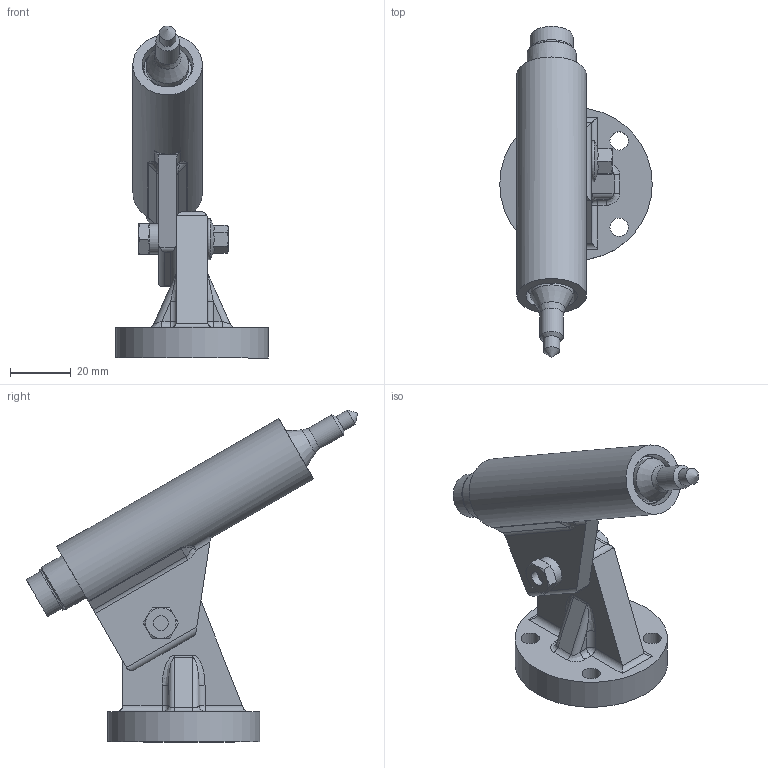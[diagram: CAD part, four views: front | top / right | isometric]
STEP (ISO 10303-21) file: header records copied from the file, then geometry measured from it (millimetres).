
FILE_DESCRIPTION(/* description */ (''),/* implementation_level */ '2;1');
FILE_NAME(/* name */ 'TOOL.stp',/* time_stamp */ '2024-03-22T18:53:09-05:00',/* author */ ('juanp'),/* organization */ (''),/* preprocessor_version */ 'ST-DEVELOPER v19',/* originating_system */ 'Autodesk Inventor 2023',/* authorisation */ '');
FILE_SCHEMA (('AUTOMOTIVE_DESIGN { 1 0 10303 214 3 1 1 }'));
Length unit declared in the file: millimetre
Products named in the file (6): TOOL; HERRAMIENTA; PORTA; MARCADOR; ANSI B18.2.3.4M - M6 x 1x20; AS 1285 - M6
Assembly tree (5 placements, depth 2):
  TOOL
    HERRAMIENTA
    PORTA
    MARCADOR
    ANSI B18.2.3.4M - M6 x 1x20
    AS 1285 - M6
Bounding box: 50 x 108.78 x 108.92 mm (x, y, z)
Volume: 75068 mm3; surface area: 28913.6 mm2
Topology: 5 solids, 5 shells, 145 faces, 322 edges, 189 vertices
Faces by surface type: cylinder 53, plane 42, cone 30, bspline 12, sphere 6, torus 2
Full cylindrical faces by diameter (mm): 4.917 x1, 5.363 x1, 6 x7, 7.657 x1, 10 x1, 13.995 x1, 14.07 x1, 15.206 x1, 16.8 x1, 22.8 x1, 50 x1
Entity records: 4468 total; most frequent: CARTESIAN_POINT 1084, DIRECTION 703, ORIENTED_EDGE 642, EDGE_CURVE 321, AXIS2_PLACEMENT_3D 289, VERTEX_POINT 189, EDGE_LOOP 164, FACE_OUTER_BOUND 145
